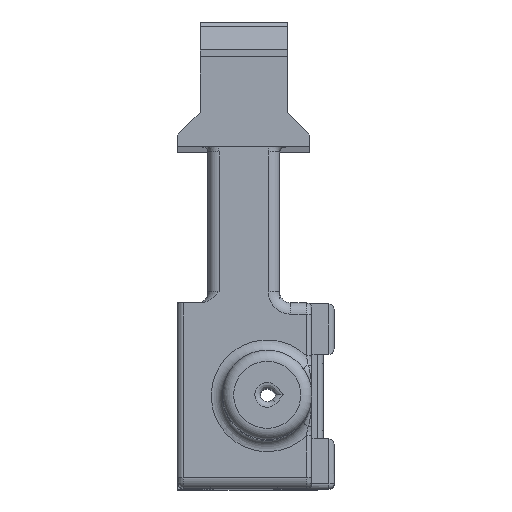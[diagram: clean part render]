
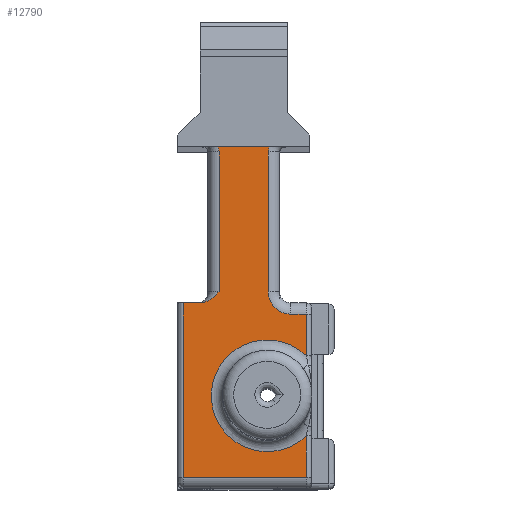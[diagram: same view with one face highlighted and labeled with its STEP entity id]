
A CAD part, top view. The second image highlights one B-rep face of the part: STEP entity #12790.
In plain terms, the highlighted planar face has unit normal (0, 0, 1).
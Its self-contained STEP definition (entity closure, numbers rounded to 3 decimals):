
#94=B_SPLINE_CURVE_WITH_KNOTS('',3,(#19449,#19450,#19451,#19452,#19453,
#19454),.UNSPECIFIED.,.F.,.F.,(4,2,4),(0.506,0.582,
0.7),.UNSPECIFIED.);
#133=PLANE('',#13644);
#680=FACE_OUTER_BOUND('',#1373,.T.);
#1373=EDGE_LOOP('',(#9200,#9201,#9202,#9203,#9204,#9205,#9206,#9207,#9208,
#9209,#9210,#9211,#9212,#9213));
#2088=CIRCLE('',#13643,1.5);
#2089=CIRCLE('',#13645,5.);
#2090=CIRCLE('',#13646,2.);
#2091=CIRCLE('',#13647,1.5);
#2447=LINE('',#18460,#3913);
#2452=LINE('',#18487,#3918);
#2494=LINE('',#18961,#3960);
#2498=LINE('',#18992,#3964);
#2564=LINE('',#19458,#4030);
#2566=LINE('',#19462,#4032);
#2567=LINE('',#19480,#4033);
#2568=LINE('',#19484,#4034);
#2569=LINE('',#19487,#4035);
#3913=VECTOR('',#14688,10.);
#3918=VECTOR('',#14711,10.);
#3960=VECTOR('',#14861,10.);
#3964=VECTOR('',#14891,10.);
#4030=VECTOR('',#15223,10.);
#4032=VECTOR('',#15227,10.);
#4033=VECTOR('',#15240,10.);
#4034=VECTOR('',#15243,10.);
#4035=VECTOR('',#15246,10.);
#5390=VERTEX_POINT('',#18450);
#5392=VERTEX_POINT('',#18456);
#5400=VERTEX_POINT('',#18485);
#5467=VERTEX_POINT('',#18959);
#5472=VERTEX_POINT('',#18985);
#5475=VERTEX_POINT('',#18990);
#5534=VERTEX_POINT('',#19447);
#5535=VERTEX_POINT('',#19448);
#5536=VERTEX_POINT('',#19461);
#5537=VERTEX_POINT('',#19465);
#5539=VERTEX_POINT('',#19479);
#5540=VERTEX_POINT('',#19481);
#5541=VERTEX_POINT('',#19483);
#5542=VERTEX_POINT('',#19485);
#6686=EDGE_CURVE('',#5390,#5392,#2447,.T.);
#6697=EDGE_CURVE('',#5400,#5390,#2452,.T.);
#6790=EDGE_CURVE('',#5467,#5400,#2494,.T.);
#6803=EDGE_CURVE('',#5475,#5472,#2498,.T.);
#6942=EDGE_CURVE('',#5534,#5535,#94,.T.);
#6945=EDGE_CURVE('',#5534,#5392,#2564,.T.);
#6947=EDGE_CURVE('',#5535,#5536,#2566,.T.);
#6951=EDGE_CURVE('',#5536,#5537,#2088,.T.);
#6952=EDGE_CURVE('',#5472,#5467,#2089,.T.);
#6953=EDGE_CURVE('',#5539,#5475,#2567,.T.);
#6954=EDGE_CURVE('',#5540,#5539,#2090,.T.);
#6955=EDGE_CURVE('',#5541,#5540,#2568,.T.);
#6956=EDGE_CURVE('',#5542,#5541,#2091,.T.);
#6957=EDGE_CURVE('',#5537,#5542,#2569,.T.);
#9200=ORIENTED_EDGE('',*,*,#6686,.F.);
#9201=ORIENTED_EDGE('',*,*,#6697,.F.);
#9202=ORIENTED_EDGE('',*,*,#6790,.F.);
#9203=ORIENTED_EDGE('',*,*,#6952,.F.);
#9204=ORIENTED_EDGE('',*,*,#6803,.F.);
#9205=ORIENTED_EDGE('',*,*,#6953,.F.);
#9206=ORIENTED_EDGE('',*,*,#6954,.F.);
#9207=ORIENTED_EDGE('',*,*,#6955,.F.);
#9208=ORIENTED_EDGE('',*,*,#6956,.F.);
#9209=ORIENTED_EDGE('',*,*,#6957,.F.);
#9210=ORIENTED_EDGE('',*,*,#6951,.F.);
#9211=ORIENTED_EDGE('',*,*,#6947,.F.);
#9212=ORIENTED_EDGE('',*,*,#6942,.F.);
#9213=ORIENTED_EDGE('',*,*,#6945,.T.);
#12790=ADVANCED_FACE('',(#680),#133,.T.);
#13643=AXIS2_PLACEMENT_3D('',#19476,#15234,#15235);
#13644=AXIS2_PLACEMENT_3D('',#19477,#15236,#15237);
#13645=AXIS2_PLACEMENT_3D('',#19478,#15238,#15239);
#13646=AXIS2_PLACEMENT_3D('',#19482,#15241,#15242);
#13647=AXIS2_PLACEMENT_3D('',#19486,#15244,#15245);
#14688=DIRECTION('',(0.,1.,0.));
#14711=DIRECTION('',(-1.,0.,0.));
#14861=DIRECTION('',(0.,-1.,0.));
#14891=DIRECTION('',(0.,-1.,0.));
#15223=DIRECTION('',(-1.,0.,0.));
#15227=DIRECTION('',(0.,1.,0.));
#15234=DIRECTION('center_axis',(0.,0.,1.));
#15235=DIRECTION('ref_axis',(0.707,0.707,0.));
#15236=DIRECTION('center_axis',(0.,0.,1.));
#15237=DIRECTION('ref_axis',(-1.,0.,0.));
#15238=DIRECTION('center_axis',(0.,0.,1.));
#15239=DIRECTION('ref_axis',(-1.,0.,0.));
#15240=DIRECTION('',(1.,0.,0.));
#15241=DIRECTION('center_axis',(0.,0.,1.));
#15242=DIRECTION('ref_axis',(-0.707,-0.707,0.));
#15243=DIRECTION('',(0.,-1.,0.));
#15244=DIRECTION('center_axis',(0.,0.,1.));
#15245=DIRECTION('ref_axis',(-0.707,0.707,0.));
#15246=DIRECTION('',(1.,0.,0.));
#18450=CARTESIAN_POINT('',(-1.5,-37.6,281.));
#18456=CARTESIAN_POINT('',(-1.5,-22.,281.));
#18460=CARTESIAN_POINT('',(-1.5,-19.15,281.));
#18485=CARTESIAN_POINT('',(9.5,-37.6,281.));
#18487=CARTESIAN_POINT('',(6.05,-37.6,281.));
#18959=CARTESIAN_POINT('',(9.5,-33.871,281.));
#18961=CARTESIAN_POINT('',(9.5,-19.15,281.));
#18985=CARTESIAN_POINT('',(9.5,-26.729,281.));
#18990=CARTESIAN_POINT('',(9.5,-23.,281.));
#18992=CARTESIAN_POINT('',(9.5,-19.15,281.));
#19447=CARTESIAN_POINT('',(-0.032,-22.,281.));
#19448=CARTESIAN_POINT('',(1.7,-21.,281.));
#19449=CARTESIAN_POINT('Ctrl Pts',(-0.032,-22.,281.));
#19450=CARTESIAN_POINT('Ctrl Pts',(0.223,-22.,281.));
#19451=CARTESIAN_POINT('Ctrl Pts',(0.515,-21.91,
281.));
#19452=CARTESIAN_POINT('Ctrl Pts',(1.085,-21.604,281.));
#19453=CARTESIAN_POINT('Ctrl Pts',(1.423,-21.277,281.));
#19454=CARTESIAN_POINT('Ctrl Pts',(1.7,-21.,281.));
#19458=CARTESIAN_POINT('',(11.,-22.,281.));
#19461=CARTESIAN_POINT('',(1.7,-8.5,281.));
#19462=CARTESIAN_POINT('',(1.7,-8.,281.));
#19465=CARTESIAN_POINT('',(1.614,-8.,281.));
#19476=CARTESIAN_POINT('Origin',(0.2,-8.5,281.));
#19477=CARTESIAN_POINT('Origin',(7.1,-8.,281.));
#19478=CARTESIAN_POINT('Origin',(6.,-30.3,281.));
#19479=CARTESIAN_POINT('',(8.1,-23.,281.));
#19480=CARTESIAN_POINT('',(6.05,-23.,281.));
#19481=CARTESIAN_POINT('',(6.1,-21.,281.));
#19482=CARTESIAN_POINT('Origin',(8.1,-21.,281.));
#19483=CARTESIAN_POINT('',(6.1,-8.5,281.));
#19484=CARTESIAN_POINT('',(6.1,-8.,281.));
#19485=CARTESIAN_POINT('',(6.186,-8.,281.));
#19486=CARTESIAN_POINT('Origin',(7.6,-8.5,281.));
#19487=CARTESIAN_POINT('',(2.55,-8.,281.));
